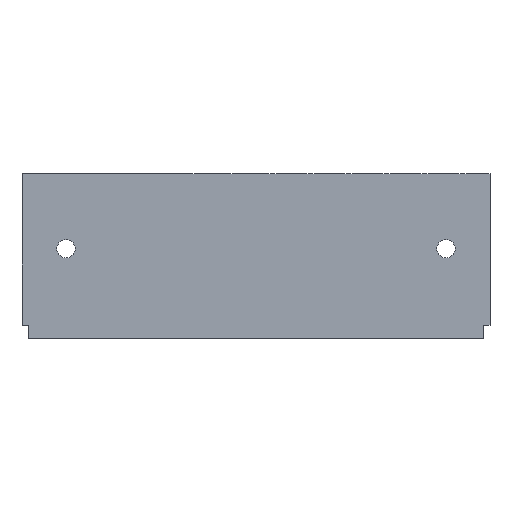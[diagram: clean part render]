
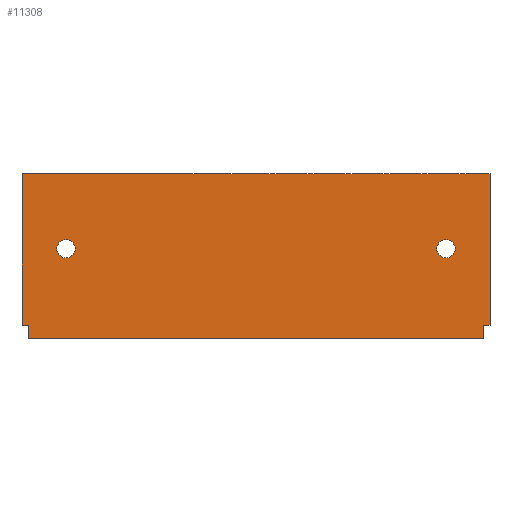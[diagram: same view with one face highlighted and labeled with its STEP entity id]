
A CAD part, front view. The second image highlights one B-rep face of the part: STEP entity #11308.
In plain terms, the highlighted planar face has unit normal (0, -1, 0).
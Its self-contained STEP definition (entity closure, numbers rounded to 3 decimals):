
#39 = VERTEX_POINT ( 'NONE', #10395 ) ;
#322 = EDGE_CURVE ( 'NONE', #6811, #2782, #8482, .T. ) ;
#580 = VECTOR ( 'NONE', #10661, 1000. ) ;
#595 = DIRECTION ( 'NONE',  ( 0., -1., 0. ) ) ;
#609 = CIRCLE ( 'NONE', #5206, 1.225 ) ;
#641 = LINE ( 'NONE', #9563, #580 ) ;
#673 = ORIENTED_EDGE ( 'NONE', *, *, #3500, .F. ) ;
#738 = CARTESIAN_POINT ( 'NONE',  ( 60.85, 0., 0. ) ) ;
#835 = CARTESIAN_POINT ( 'NONE',  ( 55.825, 0., -11.255 ) ) ;
#880 = EDGE_CURVE ( 'NONE', #2626, #9160, #6948, .T. ) ;
#890 = CIRCLE ( 'NONE', #3195, 1.225 ) ;
#1071 = CARTESIAN_POINT ( 'NONE',  ( 60.85, 0., 0. ) ) ;
#1593 = EDGE_CURVE ( 'NONE', #4244, #9160, #5182, .T. ) ;
#1698 = DIRECTION ( 'NONE',  ( 0., 1., 0. ) ) ;
#1774 = ORIENTED_EDGE ( 'NONE', *, *, #9558, .F. ) ;
#1830 = VERTEX_POINT ( 'NONE', #10897 ) ;
#1843 = ORIENTED_EDGE ( 'NONE', *, *, #4837, .F. ) ;
#1848 = EDGE_LOOP ( 'NONE', ( #9481, #1774 ) ) ;
#1871 = DIRECTION ( 'NONE',  ( -1., 0., 0. ) ) ;
#1924 = CIRCLE ( 'NONE', #8464, 1.225 ) ;
#1926 = ORIENTED_EDGE ( 'NONE', *, *, #1593, .T. ) ;
#2211 = CARTESIAN_POINT ( 'NONE',  ( 61.71, 0., -20.25 ) ) ;
#2626 = VERTEX_POINT ( 'NONE', #5687 ) ;
#2661 = EDGE_LOOP ( 'NONE', ( #1926, #7099, #10004, #9129, #4077, #11550, #4341, #1843 ) ) ;
#2722 = CARTESIAN_POINT ( 'NONE',  ( 60.85, 0., -22. ) ) ;
#2782 = VERTEX_POINT ( 'NONE', #835 ) ;
#2871 = EDGE_LOOP ( 'NONE', ( #673, #10324 ) ) ;
#2952 = EDGE_CURVE ( 'NONE', #9908, #12685, #1924, .T. ) ;
#3190 = VERTEX_POINT ( 'NONE', #2722 ) ;
#3195 = AXIS2_PLACEMENT_3D ( 'NONE', #7938, #8106, #7892 ) ;
#3196 = CARTESIAN_POINT ( 'NONE',  ( 61.71, 0., 0. ) ) ;
#3500 = EDGE_CURVE ( 'NONE', #12685, #9908, #890, .T. ) ;
#4077 = ORIENTED_EDGE ( 'NONE', *, *, #9542, .F. ) ;
#4187 = CARTESIAN_POINT ( 'NONE',  ( 60.85, 0., -20.25 ) ) ;
#4244 = VERTEX_POINT ( 'NONE', #3196 ) ;
#4252 = CARTESIAN_POINT ( 'NONE',  ( -0.86, 0., -20.25 ) ) ;
#4331 = DIRECTION ( 'NONE',  ( -1., 0., 0. ) ) ;
#4341 = ORIENTED_EDGE ( 'NONE', *, *, #6291, .F. ) ;
#4469 = CARTESIAN_POINT ( 'NONE',  ( 61.71, 0., -20.25 ) ) ;
#4837 = EDGE_CURVE ( 'NONE', #4244, #7610, #10713, .T. ) ;
#5059 = CARTESIAN_POINT ( 'NONE',  ( -0.86, 0., 0. ) ) ;
#5149 = VECTOR ( 'NONE', #1871, 1000. ) ;
#5182 = LINE ( 'NONE', #1071, #5149 ) ;
#5206 = AXIS2_PLACEMENT_3D ( 'NONE', #6457, #595, #7497 ) ;
#5332 = CARTESIAN_POINT ( 'NONE',  ( 5.025, 0., -8.805 ) ) ;
#5511 = VECTOR ( 'NONE', #9279, 1000. ) ;
#5540 = LINE ( 'NONE', #9436, #5511 ) ;
#5624 = DIRECTION ( 'NONE',  ( 0., 0., 1. ) ) ;
#5687 = CARTESIAN_POINT ( 'NONE',  ( -0.86, 0., -20.25 ) ) ;
#6291 = EDGE_CURVE ( 'NONE', #7610, #7423, #7303, .T. ) ;
#6457 = CARTESIAN_POINT ( 'NONE',  ( 55.825, 0., -10.03 ) ) ;
#6732 = DIRECTION ( 'NONE',  ( 0., -1., 0. ) ) ;
#6811 = VERTEX_POINT ( 'NONE', #12460 ) ;
#6917 = DIRECTION ( 'NONE',  ( 0., 0., -1. ) ) ;
#6948 = LINE ( 'NONE', #11174, #6975 ) ;
#6975 = VECTOR ( 'NONE', #7799, 1000. ) ;
#7057 = EDGE_CURVE ( 'NONE', #7423, #3190, #5540, .T. ) ;
#7099 = ORIENTED_EDGE ( 'NONE', *, *, #880, .F. ) ;
#7245 = VECTOR ( 'NONE', #4331, 1000. ) ;
#7303 = LINE ( 'NONE', #4469, #7245 ) ;
#7423 = VERTEX_POINT ( 'NONE', #4187 ) ;
#7497 = DIRECTION ( 'NONE',  ( 0., 0., 1. ) ) ;
#7610 = VERTEX_POINT ( 'NONE', #2211 ) ;
#7661 = PLANE ( 'NONE',  #12384 ) ;
#7796 = CARTESIAN_POINT ( 'NONE',  ( 5.025, 0., -10.03 ) ) ;
#7799 = DIRECTION ( 'NONE',  ( 0., 0., 1. ) ) ;
#7892 = DIRECTION ( 'NONE',  ( 0., 0., 1. ) ) ;
#7938 = CARTESIAN_POINT ( 'NONE',  ( 5.025, 0., -10.03 ) ) ;
#8106 = DIRECTION ( 'NONE',  ( 0., -1., 0. ) ) ;
#8464 = AXIS2_PLACEMENT_3D ( 'NONE', #7796, #6732, #5624 ) ;
#8482 = CIRCLE ( 'NONE', #11528, 1.225 ) ;
#8720 = DIRECTION ( 'NONE',  ( 0., 0., 1. ) ) ;
#8933 = LINE ( 'NONE', #4252, #8945 ) ;
#8945 = VECTOR ( 'NONE', #12543, 1000. ) ;
#9129 = ORIENTED_EDGE ( 'NONE', *, *, #10287, .T. ) ;
#9160 = VERTEX_POINT ( 'NONE', #5059 ) ;
#9279 = DIRECTION ( 'NONE',  ( 0., 0., -1. ) ) ;
#9436 = CARTESIAN_POINT ( 'NONE',  ( 60.85, 0., 0. ) ) ;
#9481 = ORIENTED_EDGE ( 'NONE', *, *, #322, .F. ) ;
#9542 = EDGE_CURVE ( 'NONE', #3190, #39, #641, .T. ) ;
#9558 = EDGE_CURVE ( 'NONE', #2782, #6811, #609, .T. ) ;
#9563 = CARTESIAN_POINT ( 'NONE',  ( 60.85, 0., -22. ) ) ;
#9864 = FACE_BOUND ( 'NONE', #1848, .T. ) ;
#9900 = FACE_OUTER_BOUND ( 'NONE', #2661, .T. ) ;
#9908 = VERTEX_POINT ( 'NONE', #12524 ) ;
#9985 = FACE_BOUND ( 'NONE', #2871, .T. ) ;
#10004 = ORIENTED_EDGE ( 'NONE', *, *, #11748, .T. ) ;
#10287 = EDGE_CURVE ( 'NONE', #1830, #39, #12240, .T. ) ;
#10324 = ORIENTED_EDGE ( 'NONE', *, *, #2952, .F. ) ;
#10395 = CARTESIAN_POINT ( 'NONE',  ( 0., 0., -22. ) ) ;
#10661 = DIRECTION ( 'NONE',  ( -1., 0., 0. ) ) ;
#10713 = LINE ( 'NONE', #12832, #10814 ) ;
#10814 = VECTOR ( 'NONE', #11793, 1000. ) ;
#10897 = CARTESIAN_POINT ( 'NONE',  ( 0., 0., -20.25 ) ) ;
#11174 = CARTESIAN_POINT ( 'NONE',  ( -0.86, 0., -20.25 ) ) ;
#11308 = ADVANCED_FACE ( 'NONE', ( #9864, #9985, #9900 ), #7661, .F. ) ;
#11528 = AXIS2_PLACEMENT_3D ( 'NONE', #12788, #12773, #12770 ) ;
#11550 = ORIENTED_EDGE ( 'NONE', *, *, #7057, .F. ) ;
#11748 = EDGE_CURVE ( 'NONE', #2626, #1830, #8933, .T. ) ;
#11793 = DIRECTION ( 'NONE',  ( 0., 0., -1. ) ) ;
#12091 = VECTOR ( 'NONE', #6917, 1000. ) ;
#12165 = CARTESIAN_POINT ( 'NONE',  ( 0., 0., 0. ) ) ;
#12240 = LINE ( 'NONE', #12165, #12091 ) ;
#12384 = AXIS2_PLACEMENT_3D ( 'NONE', #738, #1698, #8720 ) ;
#12460 = CARTESIAN_POINT ( 'NONE',  ( 55.825, 0., -8.805 ) ) ;
#12524 = CARTESIAN_POINT ( 'NONE',  ( 5.025, 0., -11.255 ) ) ;
#12543 = DIRECTION ( 'NONE',  ( 1., 0., 0. ) ) ;
#12685 = VERTEX_POINT ( 'NONE', #5332 ) ;
#12770 = DIRECTION ( 'NONE',  ( 0., 0., 1. ) ) ;
#12773 = DIRECTION ( 'NONE',  ( 0., -1., 0. ) ) ;
#12788 = CARTESIAN_POINT ( 'NONE',  ( 55.825, 0., -10.03 ) ) ;
#12832 = CARTESIAN_POINT ( 'NONE',  ( 61.71, 0., 0. ) ) ;
